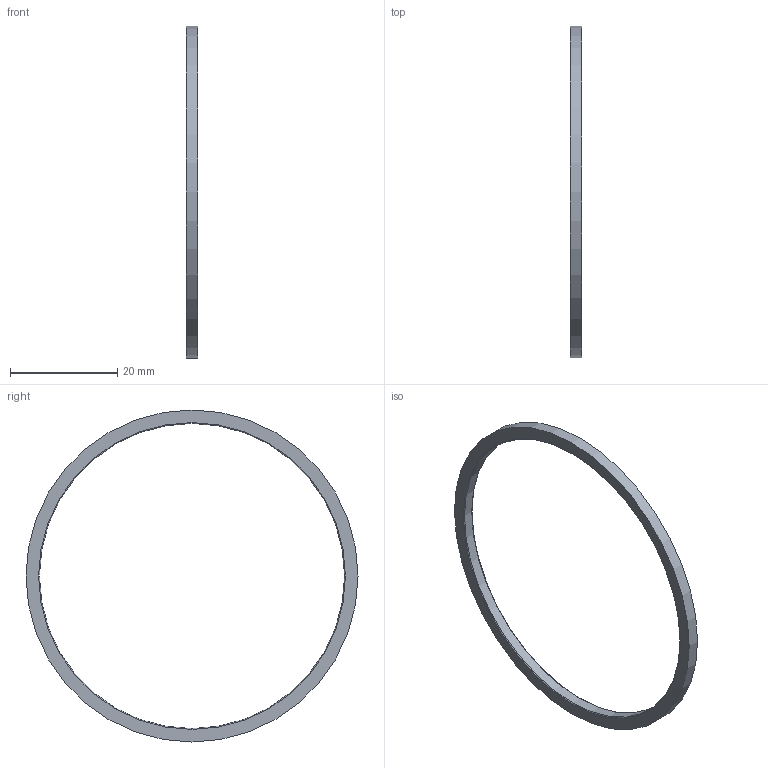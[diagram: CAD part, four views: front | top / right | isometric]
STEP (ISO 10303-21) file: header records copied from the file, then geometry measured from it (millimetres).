
FILE_DESCRIPTION(/* description */ (''),/* implementation_level */ '2;1');
FILE_NAME(/* name */ '34.050070.663.405',/* time_stamp */ '2019-04-17T16:06:34+02:00',/* author */ ('Murat Coskun Bicak'),/* organization */ ('Evac AG'),/* preprocessor_version */ 'ST-DEVELOPER v16.7',/* originating_system */ 'DEX',/* authorisation */ $);
FILE_SCHEMA (('AUTOMOTIVE_DESIGN {1 0 10303 214 3 1 1}'));
Length unit declared in the file: millimetre
Products named in the file (1): 34.050070.663.405
Bounding box: 2.2 x 61.8 x 61.8 mm (x, y, z)
Volume: 1022.9 mm3; surface area: 1728.2 mm2
Topology: 1 solids, 1 shells, 6 faces, 11 edges, 7 vertices
Faces by surface type: plane 2, cylinder 2, torus 2
Full cylindrical faces by diameter (mm): 56.8 x1, 61.8 x1
Entity records: 158 total; most frequent: DIRECTION 26, CARTESIAN_POINT 19, AXIS2_PLACEMENT_3D 13, ORIENTED_EDGE 12, EDGE_LOOP 12, FACE_BOUND 12, EDGE_CURVE 6, VERTEX_POINT 6
